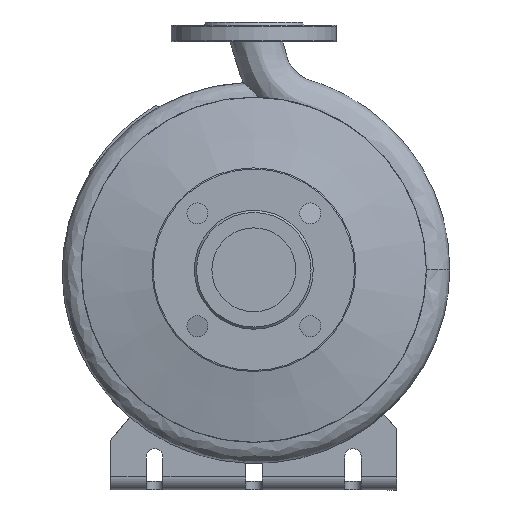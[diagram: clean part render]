
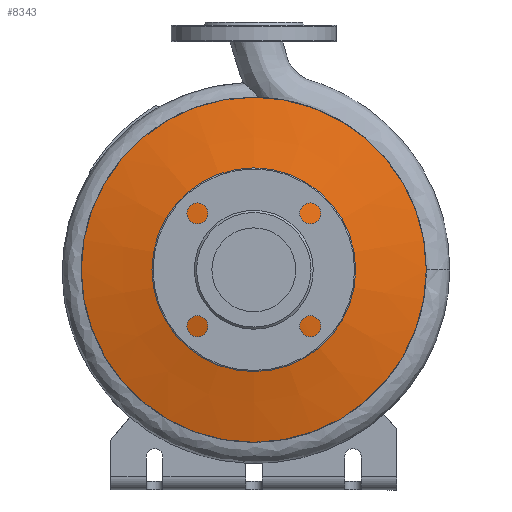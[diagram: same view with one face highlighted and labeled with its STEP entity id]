
A CAD part, left-side view. The second image highlights one B-rep face of the part: STEP entity #8343.
In plain terms, the highlighted conical face has half-angle 76.716 degrees and reference radius 102.365 mm.
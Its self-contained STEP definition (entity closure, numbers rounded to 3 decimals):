
#41=CONICAL_SURFACE('',#9241,102.365,1.339);
#253=FACE_BOUND('',#1549,.T.);
#993=FACE_OUTER_BOUND('',#1548,.T.);
#1548=EDGE_LOOP('',(#7728));
#1549=EDGE_LOOP('',(#7729));
#3323=CIRCLE('',#9227,156.68);
#3331=CIRCLE('',#9242,48.05);
#4129=VERTEX_POINT('',#17027);
#4133=VERTEX_POINT('',#17481);
#5324=EDGE_CURVE('',#4129,#4129,#3323,.T.);
#5333=EDGE_CURVE('',#4133,#4133,#3331,.T.);
#7728=ORIENTED_EDGE('',*,*,#5333,.F.);
#7729=ORIENTED_EDGE('',*,*,#5324,.T.);
#8343=ADVANCED_FACE('',(#993,#253),#41,.T.);
#9227=AXIS2_PLACEMENT_3D('',#17028,#11651,#11652);
#9241=AXIS2_PLACEMENT_3D('',#17480,#11679,#11680);
#9242=AXIS2_PLACEMENT_3D('',#17482,#11681,#11682);
#11651=DIRECTION('center_axis',(-1.,0.,0.));
#11652=DIRECTION('ref_axis',(0.,0.,
1.));
#11679=DIRECTION('center_axis',(1.,0.,0.));
#11680=DIRECTION('ref_axis',(0.,0.,
1.));
#11681=DIRECTION('center_axis',(-1.,0.,0.));
#11682=DIRECTION('ref_axis',(0.,0.,
1.));
#17027=CARTESIAN_POINT('',(-24.352,0.,356.68));
#17028=CARTESIAN_POINT('Origin',(-24.352,0.,200.));
#17480=CARTESIAN_POINT('Origin',(-37.176,0.,200.));
#17481=CARTESIAN_POINT('',(-50.,0.,248.05));
#17482=CARTESIAN_POINT('Origin',(-50.,0.,200.));
